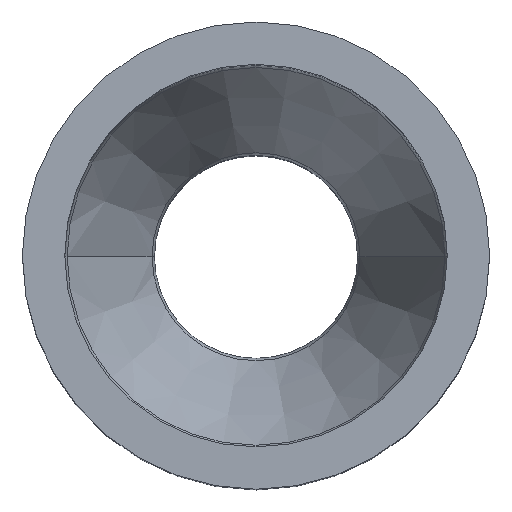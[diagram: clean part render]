
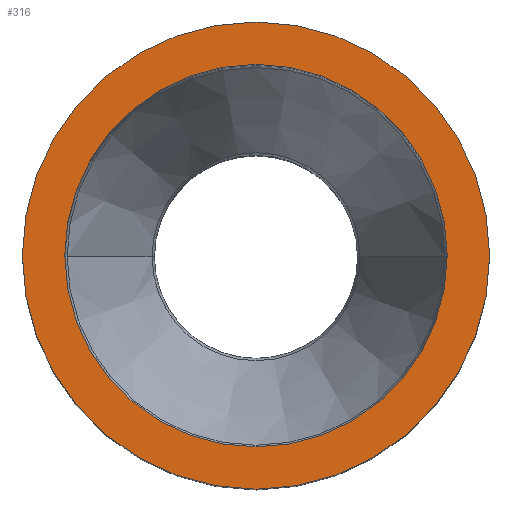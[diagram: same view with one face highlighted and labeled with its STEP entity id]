
A CAD part, top view. The second image highlights one B-rep face of the part: STEP entity #316.
In plain terms, the highlighted planar face has unit normal (0, 0, 1).
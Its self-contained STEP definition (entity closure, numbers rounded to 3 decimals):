
#18 = DIRECTION ( 'NONE',  ( 0., 0., -1. ) ) ;
#22 = AXIS2_PLACEMENT_3D ( 'NONE', #364, #568, #358 ) ;
#35 = ORIENTED_EDGE ( 'NONE', *, *, #338, .F. ) ;
#37 = CARTESIAN_POINT ( 'NONE',  ( 37.5, 0., 87.28 ) ) ;
#42 = AXIS2_PLACEMENT_3D ( 'NONE', #623, #72, #168 ) ;
#47 = DIRECTION ( 'NONE',  ( 0., 0., -1. ) ) ;
#56 = VERTEX_POINT ( 'NONE', #493 ) ;
#72 = DIRECTION ( 'NONE',  ( 0., 0., -1. ) ) ;
#109 = VERTEX_POINT ( 'NONE', #451 ) ;
#124 = VERTEX_POINT ( 'NONE', #37 ) ;
#138 = DIRECTION ( 'NONE',  ( -1., 0., 0. ) ) ;
#157 = CIRCLE ( 'NONE', #367, 37.5 ) ;
#167 = ORIENTED_EDGE ( 'NONE', *, *, #179, .T. ) ;
#168 = DIRECTION ( 'NONE',  ( -1., 0., 0. ) ) ;
#179 = EDGE_CURVE ( 'NONE', #109, #625, #253, .T. ) ;
#180 = CARTESIAN_POINT ( 'NONE',  ( -30.7, 0., 87.28 ) ) ;
#193 = PLANE ( 'NONE',  #22 ) ;
#198 = DIRECTION ( 'NONE',  ( -1., 0., 0. ) ) ;
#240 = EDGE_CURVE ( 'NONE', #625, #109, #342, .T. ) ;
#253 = CIRCLE ( 'NONE', #365, 30.7 ) ;
#316 = ADVANCED_FACE ( 'NONE', ( #649, #354 ), #193, .T. ) ;
#326 = EDGE_LOOP ( 'NONE', ( #572, #167 ) ) ;
#330 = CIRCLE ( 'NONE', #42, 37.5 ) ;
#338 = EDGE_CURVE ( 'NONE', #56, #124, #157, .T. ) ;
#342 = CIRCLE ( 'NONE', #487, 30.7 ) ;
#354 = FACE_OUTER_BOUND ( 'NONE', #561, .T. ) ;
#358 = DIRECTION ( 'NONE',  ( 1., 0., 0. ) ) ;
#364 = CARTESIAN_POINT ( 'NONE',  ( -30.7, 0., 87.28 ) ) ;
#365 = AXIS2_PLACEMENT_3D ( 'NONE', #593, #503, #138 ) ;
#367 = AXIS2_PLACEMENT_3D ( 'NONE', #414, #18, #381 ) ;
#374 = ORIENTED_EDGE ( 'NONE', *, *, #474, .F. ) ;
#381 = DIRECTION ( 'NONE',  ( -1., 0., 0. ) ) ;
#414 = CARTESIAN_POINT ( 'NONE',  ( 0., 0., 87.28 ) ) ;
#451 = CARTESIAN_POINT ( 'NONE',  ( 30.7, 0., 87.28 ) ) ;
#474 = EDGE_CURVE ( 'NONE', #124, #56, #330, .T. ) ;
#487 = AXIS2_PLACEMENT_3D ( 'NONE', #510, #47, #198 ) ;
#493 = CARTESIAN_POINT ( 'NONE',  ( -37.5, 0., 87.28 ) ) ;
#503 = DIRECTION ( 'NONE',  ( 0., 0., -1. ) ) ;
#510 = CARTESIAN_POINT ( 'NONE',  ( 0., 0., 87.28 ) ) ;
#561 = EDGE_LOOP ( 'NONE', ( #35, #374 ) ) ;
#568 = DIRECTION ( 'NONE',  ( 0., 0., 1. ) ) ;
#572 = ORIENTED_EDGE ( 'NONE', *, *, #240, .T. ) ;
#593 = CARTESIAN_POINT ( 'NONE',  ( 0., 0., 87.28 ) ) ;
#623 = CARTESIAN_POINT ( 'NONE',  ( 0., 0., 87.28 ) ) ;
#625 = VERTEX_POINT ( 'NONE', #180 ) ;
#649 = FACE_BOUND ( 'NONE', #326, .T. ) ;
